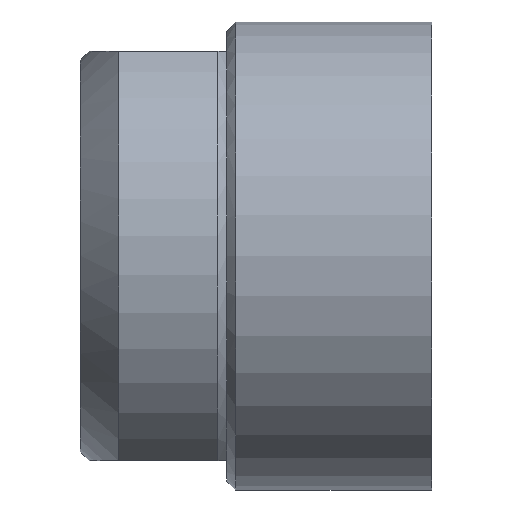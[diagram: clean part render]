
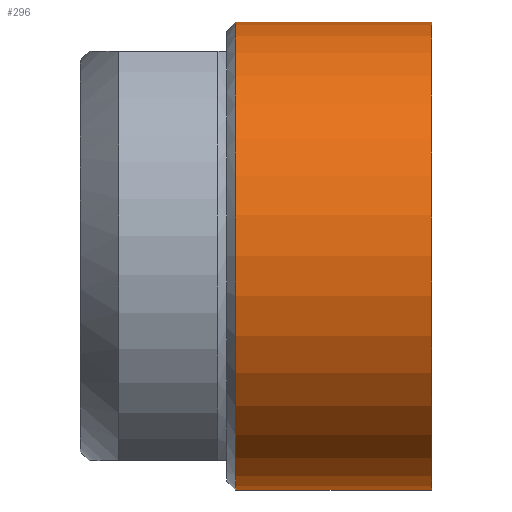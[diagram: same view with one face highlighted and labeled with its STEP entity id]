
A CAD part, top view. The second image highlights one B-rep face of the part: STEP entity #296.
In plain terms, the highlighted cylindrical face has radius 8 mm (diameter 16 mm), a full revolution.
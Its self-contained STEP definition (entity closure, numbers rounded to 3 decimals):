
#20=CYLINDRICAL_SURFACE('',#348,8.);
#37=LINE('',#519,#51);
#51=VECTOR('',#413,8.);
#66=FACE_OUTER_BOUND('',#86,.T.);
#86=EDGE_LOOP('',(#224,#225,#226,#227));
#107=CIRCLE('',#338,8.);
#114=CIRCLE('',#349,8.);
#137=VERTEX_POINT('',#488);
#145=VERTEX_POINT('',#517);
#163=EDGE_CURVE('',#137,#137,#107,.T.);
#176=EDGE_CURVE('',#145,#145,#114,.T.);
#177=EDGE_CURVE('',#145,#137,#37,.T.);
#224=ORIENTED_EDGE('',*,*,#176,.F.);
#225=ORIENTED_EDGE('',*,*,#177,.T.);
#226=ORIENTED_EDGE('',*,*,#163,.T.);
#227=ORIENTED_EDGE('',*,*,#177,.F.);
#296=ADVANCED_FACE('',(#66),#20,.T.);
#338=AXIS2_PLACEMENT_3D('',#489,#385,#386);
#348=AXIS2_PLACEMENT_3D('',#516,#409,#410);
#349=AXIS2_PLACEMENT_3D('',#518,#411,#412);
#385=DIRECTION('center_axis',(1.,0.,0.));
#386=DIRECTION('ref_axis',(0.,1.,0.));
#409=DIRECTION('center_axis',(1.,0.,0.));
#410=DIRECTION('ref_axis',(0.,1.,0.));
#411=DIRECTION('center_axis',(1.,0.,0.));
#412=DIRECTION('ref_axis',(0.,1.,0.));
#413=DIRECTION('',(-1.,0.,0.));
#488=CARTESIAN_POINT('',(5.3,-8.,0.));
#489=CARTESIAN_POINT('Origin',(5.3,0.,0.));
#516=CARTESIAN_POINT('Origin',(6.,0.,0.));
#517=CARTESIAN_POINT('',(12.,-8.,0.));
#518=CARTESIAN_POINT('Origin',(12.,0.,0.));
#519=CARTESIAN_POINT('',(6.,-8.,0.));
